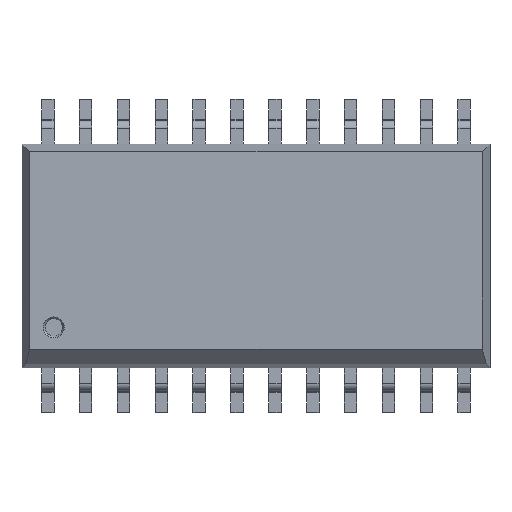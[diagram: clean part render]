
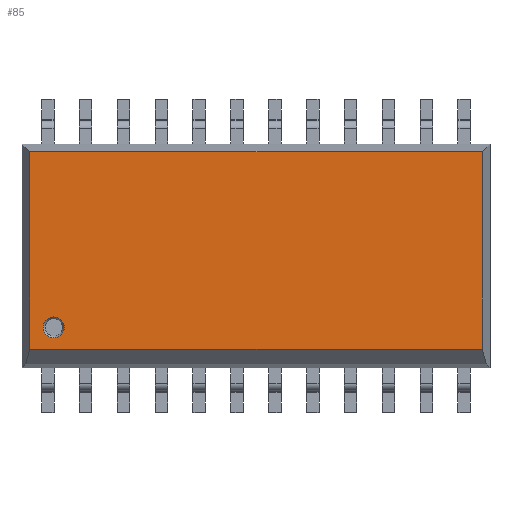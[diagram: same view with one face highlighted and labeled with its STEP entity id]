
A CAD part, top view. The second image highlights one B-rep face of the part: STEP entity #85.
In plain terms, the highlighted planar face has unit normal (0, 0, 1).
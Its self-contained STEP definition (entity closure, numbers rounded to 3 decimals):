
#85=ADVANCED_FACE('',(#3040,#3042),#3044,.T.);
#3040=FACE_BOUND('',#3041,.T.);
#3041=EDGE_LOOP('',(#5388,#5389,#5390,#5391));
#3042=FACE_BOUND('',#3043,.T.);
#3043=EDGE_LOOP('',(#5392));
#3044=PLANE('',#3045);
#3045=AXIS2_PLACEMENT_3D('',#3046,#3047,#3048);
#3046=CARTESIAN_POINT('',(0.635,-3.75,2.5));
#3047=DIRECTION('',(0.,0.,1.));
#3048=DIRECTION('',(0.,1.,0.));
#5388=ORIENTED_EDGE('',*,*,#7180,.T.);
#5389=ORIENTED_EDGE('',*,*,#7177,.T.);
#5390=ORIENTED_EDGE('',*,*,#7181,.T.);
#5391=ORIENTED_EDGE('',*,*,#7169,.F.);
#5392=ORIENTED_EDGE('',*,*,#7182,.T.);
#7169=EDGE_CURVE('',#8066,#8068,#8069,.T.);
#7177=EDGE_CURVE('',#8075,#8082,#8084,.T.);
#7180=EDGE_CURVE('',#8066,#8075,#8087,.F.);
#7181=EDGE_CURVE('',#8082,#8068,#8088,.T.);
#7182=EDGE_CURVE('',#8089,#8089,#8090,.F.);
#8066=VERTEX_POINT('',#9559);
#8068=VERTEX_POINT('',#9563);
#8069=LINE('',#9564,#9565);
#8075=VERTEX_POINT('',#9578);
#8082=VERTEX_POINT('',#9591);
#8084=LINE('',#9595,#9596);
#8087=LINE('',#9604,#9605);
#8088=LINE('',#9607,#9608);
#8089=VERTEX_POINT('',#9610);
#8090=CIRCLE('',#9611,0.35);
#9559=CARTESIAN_POINT('',(-0.602,-3.125,2.5));
#9563=CARTESIAN_POINT('',(-0.602,3.488,2.5));
#9564=CARTESIAN_POINT('',(-0.602,-3.125,2.5));
#9565=VECTOR('',#9566,1.);
#9566=DIRECTION('',(0.,1.,0.));
#9578=CARTESIAN_POINT('',(14.573,-3.125,2.5));
#9591=CARTESIAN_POINT('',(14.573,3.488,2.5));
#9595=CARTESIAN_POINT('',(14.573,-3.125,2.5));
#9596=VECTOR('',#9597,1.);
#9597=DIRECTION('',(0.,1.,0.));
#9604=CARTESIAN_POINT('',(14.573,-3.125,2.5));
#9605=VECTOR('',#9606,1.);
#9606=DIRECTION('',(-1.,0.,0.));
#9607=CARTESIAN_POINT('',(14.573,3.488,2.5));
#9608=VECTOR('',#9609,1.);
#9609=DIRECTION('',(-1.,0.,0.));
#9610=CARTESIAN_POINT('',(0.55,-2.4,2.5));
#9611=AXIS2_PLACEMENT_3D('',#9612,#9613,#9614);
#9612=CARTESIAN_POINT('',(0.2,-2.4,2.5));
#9613=DIRECTION('',(0.,0.,1.));
#9614=DIRECTION('',(1.,0.,0.));
